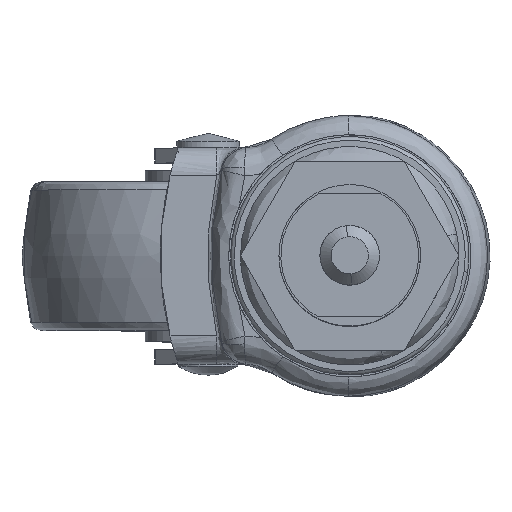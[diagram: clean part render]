
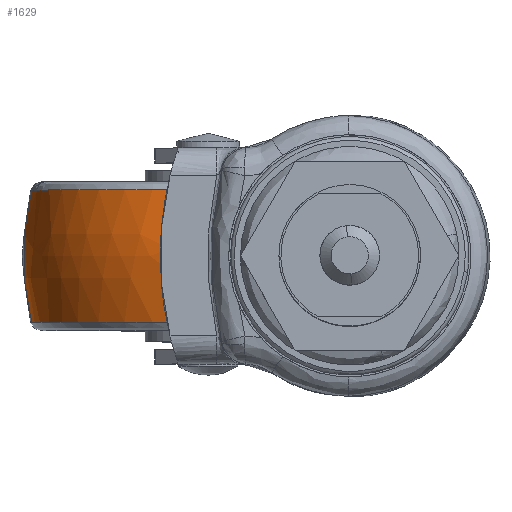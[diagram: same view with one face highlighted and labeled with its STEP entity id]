
A CAD part, top view. The second image highlights one B-rep face of the part: STEP entity #1629.
In plain terms, the highlighted free-form (B-spline) face has degree [2, 2] with [5, 5] control points.
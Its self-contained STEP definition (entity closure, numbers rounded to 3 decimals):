
#977=CARTESIAN_POINT('',(-19.0,-8.881,-17.146));
#978=VERTEX_POINT('',#977);
#992=CARTESIAN_POINT('',(-42.695,-8.881,-38.246));
#993=VERTEX_POINT('',#992);
#994=CARTESIAN_POINT('',(-19.0,-8.881,-17.146));
#995=CARTESIAN_POINT('',(-40.242,-8.881,-17.146));
#996=CARTESIAN_POINT('',(-42.695,-8.881,-38.246));
#1004=(BOUNDED_CURVE()B_SPLINE_CURVE(2,(#994,#995,#996),.UNSPECIFIED.,.F.,.U.)B_SPLINE_CURVE_WITH_KNOTS((3,3),(0.5,0.73),.UNSPECIFIED.)CURVE()GEOMETRIC_REPRESENTATION_ITEM()RATIONAL_B_SPLINE_CURVE((1.0,0.731,0.957))REPRESENTATION_ITEM(''));
#1005=EDGE_CURVE('',#978,#993,#1004,.T.);
#1066=CARTESIAN_POINT('',(-19.0,8.88,-17.146));
#1067=VERTEX_POINT('',#1066);
#1130=CARTESIAN_POINT('',(-42.029,8.88,-34.778));
#1131=VERTEX_POINT('',#1130);
#1145=CARTESIAN_POINT('',(-19.0,8.88,-17.146));
#1146=CARTESIAN_POINT('',(-37.265,8.88,-17.146));
#1147=CARTESIAN_POINT('',(-42.029,8.88,-34.778));
#1155=(BOUNDED_CURVE()B_SPLINE_CURVE(2,(#1145,#1146,#1147),.UNSPECIFIED.,.F.,.U.)B_SPLINE_CURVE_WITH_KNOTS((3,3),(0.5,0.706),.UNSPECIFIED.)CURVE()GEOMETRIC_REPRESENTATION_ITEM()RATIONAL_B_SPLINE_CURVE((1.0,0.759,0.914))REPRESENTATION_ITEM(''));
#1156=EDGE_CURVE('',#1067,#1131,#1155,.T.);
#1199=CARTESIAN_POINT('',(-42.695,8.88,-38.246));
#1200=VERTEX_POINT('',#1199);
#1216=CARTESIAN_POINT('',(-42.029,8.88,-34.778));
#1217=CARTESIAN_POINT('',(-42.491,8.88,-36.487));
#1218=CARTESIAN_POINT('',(-42.695,8.88,-38.246));
#1226=(BOUNDED_CURVE()B_SPLINE_CURVE(2,(#1216,#1217,#1218),.UNSPECIFIED.,.F.,.U.)B_SPLINE_CURVE_WITH_KNOTS((3,3),(0.706,0.73),.UNSPECIFIED.)CURVE()GEOMETRIC_REPRESENTATION_ITEM()RATIONAL_B_SPLINE_CURVE((0.914,0.933,0.957))REPRESENTATION_ITEM(''));
#1227=EDGE_CURVE('',#1131,#1200,#1226,.T.);
#1550=CARTESIAN_POINT('',(-42.695,-8.881,-38.246));
#1551=CARTESIAN_POINT('',(-43.833,-4.514,-38.114));
#1552=CARTESIAN_POINT('',(-43.833,0.,-38.114));
#1553=CARTESIAN_POINT('',(-43.833,4.514,-38.114));
#1554=CARTESIAN_POINT('',(-42.695,8.88,-38.246));
#1562=(BOUNDED_CURVE()B_SPLINE_CURVE(2,(#1550,#1551,#1552,#1553,#1554),.UNSPECIFIED.,.F.,.U.)B_SPLINE_CURVE_WITH_KNOTS((3,2,3),(0.397,0.5,0.603),.UNSPECIFIED.)CURVE()GEOMETRIC_REPRESENTATION_ITEM()RATIONAL_B_SPLINE_CURVE((0.895,0.918,0.957,0.918,0.895))REPRESENTATION_ITEM(''));
#1563=EDGE_CURVE('',#993,#1200,#1562,.T.);
#1568=CARTESIAN_POINT('',(-19.,-8.881,-17.146));
#1569=CARTESIAN_POINT('',(-19.,-4.514,-16.));
#1570=CARTESIAN_POINT('',(-19.0,0.,-16.));
#1571=CARTESIAN_POINT('',(-19.,4.514,-16.));
#1572=CARTESIAN_POINT('',(-19.,8.88,-17.146));
#1580=(BOUNDED_CURVE()B_SPLINE_CURVE(2,(#1568,#1569,#1570,#1571,#1572),.UNSPECIFIED.,.F.,.U.)B_SPLINE_CURVE_WITH_KNOTS((3,2,3),(0.397,0.5,0.603),.UNSPECIFIED.)CURVE()GEOMETRIC_REPRESENTATION_ITEM()RATIONAL_B_SPLINE_CURVE((0.935,0.959,1.0,0.959,0.935))REPRESENTATION_ITEM(''));
#1581=EDGE_CURVE('',#978,#1067,#1580,.T.);
#1589=CARTESIAN_POINT('',(-18.847,-9.775,-17.393));
#1590=CARTESIAN_POINT('',(-18.838,-4.987,-16.));
#1591=CARTESIAN_POINT('',(-18.838,0.,-16.));
#1592=CARTESIAN_POINT('',(-18.838,4.986,-16.));
#1593=CARTESIAN_POINT('',(-18.847,9.774,-17.393));
#1594=CARTESIAN_POINT('',(-18.923,-9.775,-17.393));
#1595=CARTESIAN_POINT('',(-18.919,-4.987,-16.));
#1596=CARTESIAN_POINT('',(-18.919,0.,-16.));
#1597=CARTESIAN_POINT('',(-18.919,4.986,-16.));
#1598=CARTESIAN_POINT('',(-18.923,9.774,-17.393));
#1599=CARTESIAN_POINT('',(-40.022,-9.775,-17.393));
#1600=CARTESIAN_POINT('',(-41.262,-4.987,-16.));
#1601=CARTESIAN_POINT('',(-41.262,0.,-16.));
#1602=CARTESIAN_POINT('',(-41.262,4.986,-16.));
#1603=CARTESIAN_POINT('',(-40.022,9.774,-17.393));
#1604=CARTESIAN_POINT('',(-42.459,-9.775,-38.354));
#1605=CARTESIAN_POINT('',(-43.843,-4.987,-38.198));
#1606=CARTESIAN_POINT('',(-43.843,0.,-38.198));
#1607=CARTESIAN_POINT('',(-43.843,4.986,-38.198));
#1608=CARTESIAN_POINT('',(-42.459,9.774,-38.354));
#1609=CARTESIAN_POINT('',(-42.468,-9.775,-38.434));
#1610=CARTESIAN_POINT('',(-43.852,-4.987,-38.282));
#1611=CARTESIAN_POINT('',(-43.852,0.,-38.282));
#1612=CARTESIAN_POINT('',(-43.852,4.986,-38.282));
#1613=CARTESIAN_POINT('',(-42.468,9.774,-38.434));
#1621=(BOUNDED_SURFACE()B_SPLINE_SURFACE(2,2,((#1589,#1594,#1599,#1604,#1609),(#1590,#1595,#1600,#1605,#1610),(#1591,#1596,#1601,#1606,#1611),(#1592,#1597,#1602,#1607,#1612),(#1593,#1598,#1603,#1608,#1613)),.UNSPECIFIED.,.F.,.F.,.U.)B_SPLINE_SURFACE_WITH_KNOTS((3,2,3),(3,1,1,3),(0.0,10.236,20.473),(0.0,0.19,38.256,38.447),.UNSPECIFIED.)GEOMETRIC_REPRESENTATION_ITEM()RATIONAL_B_SPLINE_SURFACE(((0.933,0.932,0.68,0.891,0.892),(0.957,0.956,0.698,0.915,0.916),(1.003,1.001,0.731,0.958,0.959),(0.957,0.956,0.698,0.915,0.916),(0.933,0.932,0.68,0.891,0.892)))REPRESENTATION_ITEM('')SURFACE());
#1622=ORIENTED_EDGE('',*,*,#1005,.F.);
#1623=ORIENTED_EDGE('',*,*,#1581,.T.);
#1624=ORIENTED_EDGE('',*,*,#1156,.T.);
#1625=ORIENTED_EDGE('',*,*,#1227,.T.);
#1626=ORIENTED_EDGE('',*,*,#1563,.F.);
#1627=EDGE_LOOP('',(#1622,#1623,#1624,#1625,#1626));
#1628=FACE_OUTER_BOUND('',#1627,.T.);
#1629=ADVANCED_FACE('',(#1628),#1621,.T.);
